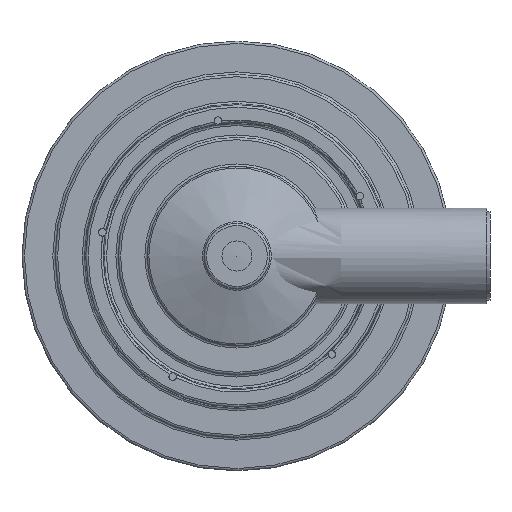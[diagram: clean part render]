
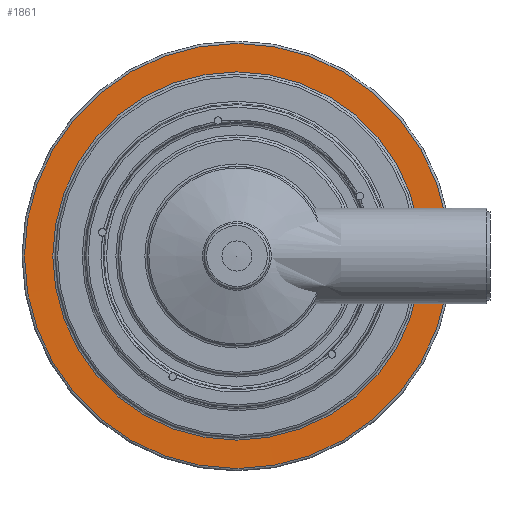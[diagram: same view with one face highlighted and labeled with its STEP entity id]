
A CAD part, front view. The second image highlights one B-rep face of the part: STEP entity #1861.
In plain terms, the highlighted conical face has half-angle 89.796 degrees and reference radius 103.464 mm.
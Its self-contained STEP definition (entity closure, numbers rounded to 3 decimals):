
#1861=ADVANCED_FACE('',(#12493,#12495),#12497,.F.);
#12493=FACE_OUTER_BOUND('',#12494,.T.);
#12494=EDGE_LOOP('',(#32282));
#12495=FACE_OUTER_BOUND('',#12496,.T.);
#12496=EDGE_LOOP('',(#32283));
#12497=CONICAL_SURFACE('',#12498,103.464,1.567);
#12498=AXIS2_PLACEMENT_3D('',#12499,#12500,#12501);
#12499=CARTESIAN_POINT('',(0.,-3.5,0.));
#12500=DIRECTION('',(-0.,-1.,0.));
#12501=DIRECTION('',(1.,-0.,-0.));
#32282=ORIENTED_EDGE('',*,*,#38250,.T.);
#32283=ORIENTED_EDGE('',*,*,#38257,.F.);
#38250=EDGE_CURVE('',#41515,#41515,#41516,.T.);
#38257=EDGE_CURVE('',#41529,#41529,#41530,.T.);
#41515=VERTEX_POINT('',#50159);
#41516=CIRCLE('',#50160,96.051);
#41529=VERTEX_POINT('',#50301);
#41530=CIRCLE('',#50302,110.877);
#50159=CARTESIAN_POINT('',(-96.051,-3.474,0.));
#50160=AXIS2_PLACEMENT_3D('',#50161,#50162,#50163);
#50161=CARTESIAN_POINT('',(0.,-3.474,0.));
#50162=DIRECTION('',(0.,1.,-0.));
#50163=DIRECTION('',(-1.,0.,0.));
#50301=CARTESIAN_POINT('',(-110.877,-3.526,0.));
#50302=AXIS2_PLACEMENT_3D('',#50303,#50304,#50305);
#50303=CARTESIAN_POINT('',(0.,-3.526,0.));
#50304=DIRECTION('',(0.,1.,-0.));
#50305=DIRECTION('',(-1.,0.,0.));
